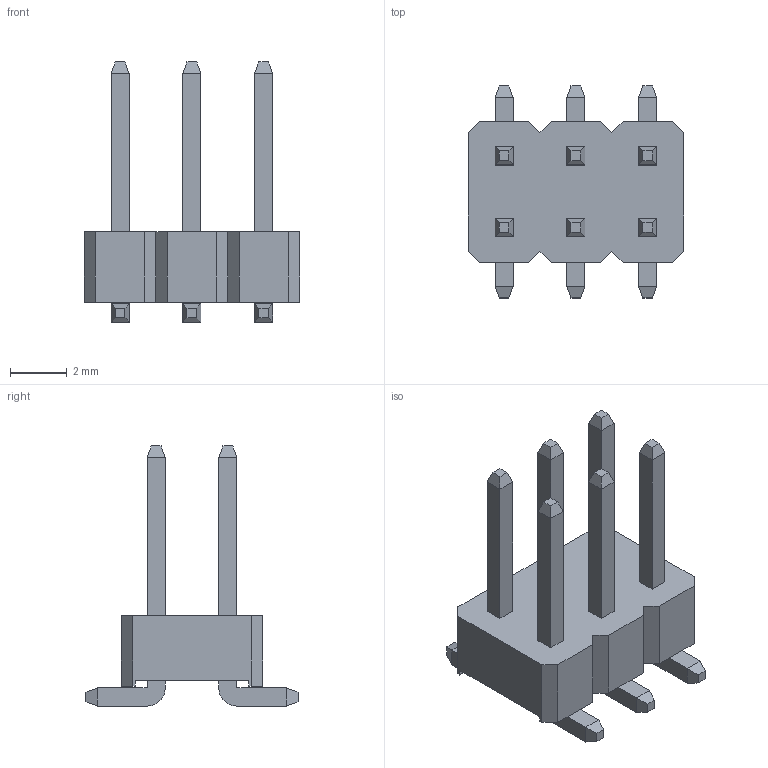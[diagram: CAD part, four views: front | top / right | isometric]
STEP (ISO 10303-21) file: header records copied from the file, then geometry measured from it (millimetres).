
FILE_DESCRIPTION (( 'STEP AP214' ), '1' );
FILE_NAME ('HDR-SMD_6P-P2.54-V-M-R2-C3-LS7.5-2.STEP', '2022-12-10T06:12:01', ( '' ), ( '' ), 'SwSTEP 2.0', 'SolidWorks 2020', '' );
FILE_SCHEMA (( 'AUTOMOTIVE_DESIGN' ));
Length unit declared in the file: millimetre
Products named in the file (1): HDR-SMD_6P-P2.54-V-M-R2-C3-LS7.5-2
Bounding box: 7.63 x 7.5 x 9.2 mm (x, y, z)
Volume: 108 mm3; surface area: 273.6 mm2
Topology: 14 solids, 14 shells, 383 faces, 981 edges, 638 vertices
Faces by surface type: plane 279, bspline 98, cylinder 6
Entity records: 16303 total; most frequent: CARTESIAN_POINT 3309, ORIENTED_EDGE 1962, DIRECTION 1365, EDGE_CURVE 981, VECTOR 769, LINE 769, VERTEX_POINT 638, EDGE_LOOP 407
